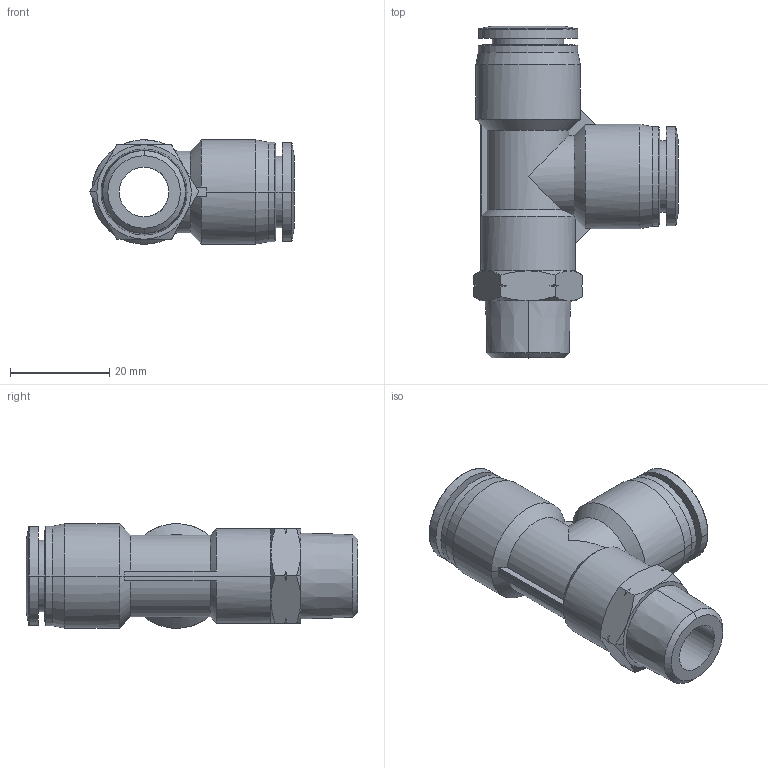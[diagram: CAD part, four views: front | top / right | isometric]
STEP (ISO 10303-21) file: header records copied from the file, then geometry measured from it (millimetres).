
FILE_DESCRIPTION (( 'STEP AP214' ), '1' );
FILE_NAME ('MRT12-38N.step', '2016-02-24T20:43:36', ( '' ), ( '' ), 'SwSTEP 2.0', 'SolidWorks 2015', '' );
FILE_SCHEMA (( 'AUTOMOTIVE_DESIGN' ));
Length unit declared in the file: inch
Products named in the file (1): MRT12-38N
Bounding box: 41.22 x 66.75 x 21 mm (x, y, z)
Volume: 15387.7 mm3; surface area: 9745.3 mm2
Topology: 1 solids, 1 shells, 114 faces, 287 edges, 179 vertices
Faces by surface type: cone 54, cylinder 30, plane 22, bspline 8
Entity records: 5156 total; most frequent: CARTESIAN_POINT 997, ORIENTED_EDGE 574, DIRECTION 544, EDGE_CURVE 287, AXIS2_PLACEMENT_3D 230, VERTEX_POINT 179, CIRCLE 123, EDGE_LOOP 122
